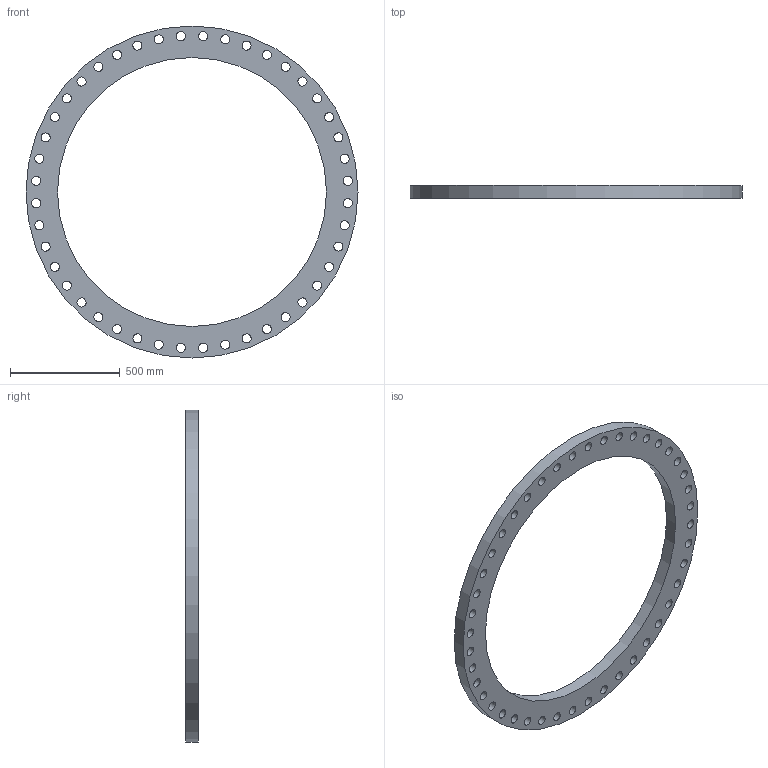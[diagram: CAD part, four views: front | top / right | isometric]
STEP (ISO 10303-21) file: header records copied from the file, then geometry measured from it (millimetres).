
FILE_DESCRIPTION(/* description */ (''),/* implementation_level */ '2;1');
FILE_NAME(/* name */ 'AWWA-C207-B48-B.stp',/* time_stamp */ '2023-11-03T14:18:48-04:00',/* author */ ('Admin'),/* organization */ (''),/* preprocessor_version */ 'ST-DEVELOPER v19',/* originating_system */ 'Autodesk Inventor 2023',/* authorisation */ '');
FILE_SCHEMA (('AUTOMOTIVE_DESIGN { 1 0 10303 214 3 1 1 }'));
Length unit declared in the file: inch
Products named in the file (1): AWWA-C207-B48-B
Bounding box: 1511.3 x 58.04 x 1511.3 mm (x, y, z)
Volume: 32402210.8 mm3; surface area: 1946450.6 mm2
Topology: 1 solids, 1 shells, 48 faces, 138 edges, 92 vertices
Faces by surface type: cylinder 46, plane 2
Full cylindrical faces by diameter (mm): 41.275 x44, 1224.026 x1, 1511.3 x1
Entity records: 1859 total; most frequent: DIRECTION 328, CARTESIAN_POINT 279, ORIENTED_EDGE 276, AXIS2_PLACEMENT_3D 141, EDGE_LOOP 138, EDGE_CURVE 138, CIRCLE 92, VERTEX_POINT 92
